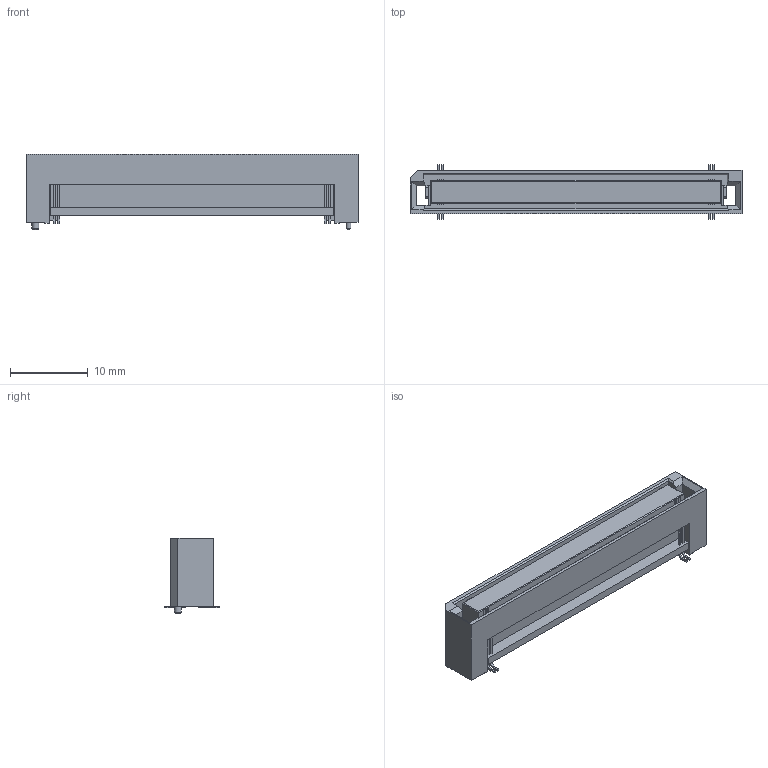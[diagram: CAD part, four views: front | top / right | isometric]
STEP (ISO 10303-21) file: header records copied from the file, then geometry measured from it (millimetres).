
FILE_DESCRIPTION(/* description */ (''),/* implementation_level */ '2;1');
FILE_NAME(/* name */ 'HIROSE_FX8C-120S-SV5.stp',/* time_stamp */ '2016-07-04T11:36:31+02:00',/* author */ ('riccim'),/* organization */ ('SolidWorks'),/* preprocessor_version */ 'ST-DEVELOPER v15.5',/* originating_system */ 'AutoCAD Mechanical',/* authorisation */ ' ');
FILE_SCHEMA (('AUTOMOTIVE_DESIGN { 1 0 10303 214 3 1 1 }'));
Length unit declared in the file: millimetre
Products named in the file (1): Product
Bounding box: 42.6 x 7 x 9.7 mm (x, y, z)
Volume: 1271.3 mm3; surface area: 2258.2 mm2
Topology: 25 solids, 25 shells, 271 faces, 675 edges, 446 vertices
Faces by surface type: plane 267, cone 2, cylinder 2
Full cylindrical faces by diameter (mm): 0.6 x1, 0.9 x1
Entity records: 7887 total; most frequent: CARTESIAN_POINT 1385, ORIENTED_EDGE 1338, DIRECTION 1219, EDGE_CURVE 669, LINE 663, VECTOR 663, VERTEX_POINT 444, EDGE_LOOP 279
